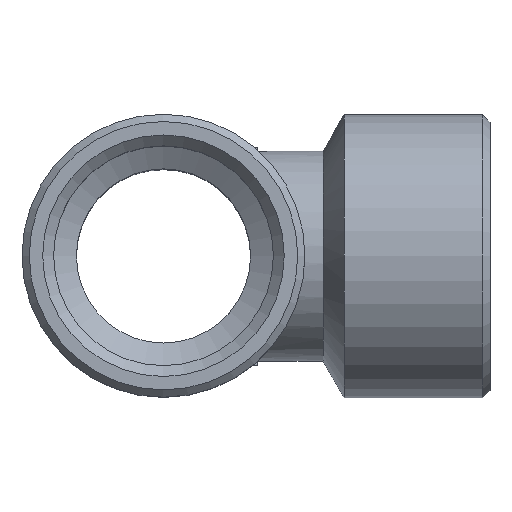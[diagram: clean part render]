
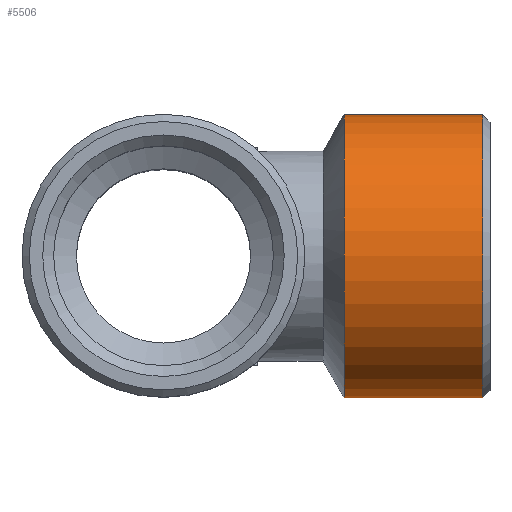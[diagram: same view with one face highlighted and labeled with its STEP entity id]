
A CAD part, top view. The second image highlights one B-rep face of the part: STEP entity #5506.
In plain terms, the highlighted cylindrical face has radius 19.5 mm (diameter 39 mm), a full revolution.
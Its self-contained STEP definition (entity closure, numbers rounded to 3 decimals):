
#1426=CYLINDRICAL_SURFACE('',#5381,19.5);
#1466=ORIENTED_EDGE('',*,*,#1853,.F.);
#1467=ORIENTED_EDGE('',*,*,#1852,.F.);
#1716=CIRCLE('',#5380,19.5);
#1717=CIRCLE('',#5382,19.5);
#1760=VERTEX_POINT('',#2418);
#1761=VERTEX_POINT('',#2421);
#1852=EDGE_CURVE('',#1760,#1760,#1716,.T.);
#1853=EDGE_CURVE('',#1761,#1761,#1717,.T.);
#1980=EDGE_LOOP('',(#1466));
#1981=EDGE_LOOP('',(#1467));
#2062=FACE_BOUND('',#1980,.T.);
#2063=FACE_BOUND('',#1981,.T.);
#2148=DIRECTION('',(1.,0.,0.));
#2149=DIRECTION('',(0.,0.,19.5));
#2150=DIRECTION('',(-1.,0.,0.));
#2151=DIRECTION('',(0.,1.,0.));
#2152=DIRECTION('',(-1.,0.,0.));
#2153=DIRECTION('',(0.,0.,19.5));
#2418=CARTESIAN_POINT('',(75.254,52.74,19.5));
#2419=CARTESIAN_POINT('',(75.254,52.74,0.));
#2420=CARTESIAN_POINT('',(75.254,52.74,0.));
#2421=CARTESIAN_POINT('',(56.141,52.74,19.5));
#2422=CARTESIAN_POINT('',(56.141,52.74,0.));
#5380=AXIS2_PLACEMENT_3D('',#2419,#2148,#2149);
#5381=AXIS2_PLACEMENT_3D('',#2420,#2150,#2151);
#5382=AXIS2_PLACEMENT_3D('',#2422,#2152,#2153);
#5506=ADVANCED_FACE('',(#2062,#2063),#1426,.T.);
